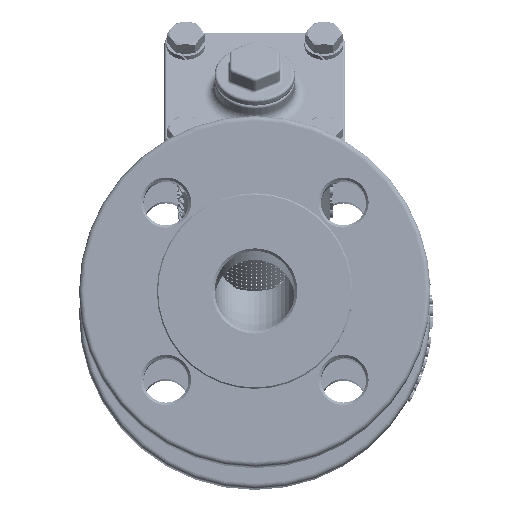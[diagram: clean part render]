
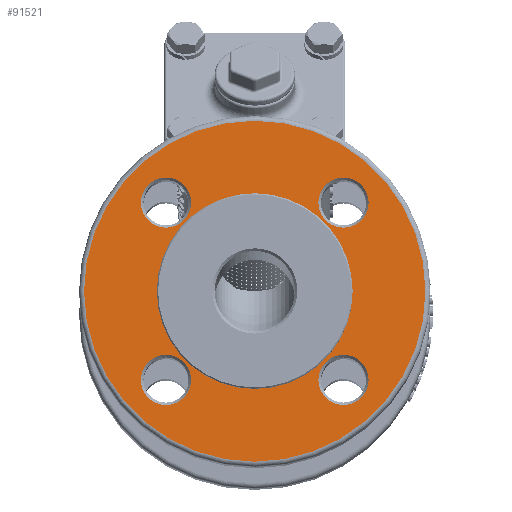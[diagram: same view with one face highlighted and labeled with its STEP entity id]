
A CAD part, top view. The second image highlights one B-rep face of the part: STEP entity #91521.
In plain terms, the highlighted planar face has unit normal (0, 0.052, 0.999).
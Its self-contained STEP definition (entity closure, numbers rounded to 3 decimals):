
#19631=FACE_BOUND('',#32208,.T.);
#19632=FACE_BOUND('',#32209,.T.);
#19633=FACE_BOUND('',#32210,.T.);
#19634=FACE_BOUND('',#32211,.T.);
#19635=FACE_BOUND('',#32212,.T.);
#23360=FACE_OUTER_BOUND('',#32207,.T.);
#32207=EDGE_LOOP('',(#83294));
#32208=EDGE_LOOP('',(#83295));
#32209=EDGE_LOOP('',(#83296));
#32210=EDGE_LOOP('',(#83297));
#32211=EDGE_LOOP('',(#83298));
#32212=EDGE_LOOP('',(#83299));
#32871=CIRCLE('',#92818,10.);
#32872=CIRCLE('',#92820,68.);
#32873=CIRCLE('',#92821,10.);
#32874=CIRCLE('',#92822,10.);
#32875=CIRCLE('',#92823,39.);
#32876=CIRCLE('',#92824,10.);
#44710=VERTEX_POINT('',#328129);
#44711=VERTEX_POINT('',#328132);
#44712=VERTEX_POINT('',#328134);
#44713=VERTEX_POINT('',#328136);
#44714=VERTEX_POINT('',#328138);
#44715=VERTEX_POINT('',#328140);
#57611=EDGE_CURVE('',#44710,#44710,#32871,.T.);
#57612=EDGE_CURVE('',#44711,#44711,#32872,.T.);
#57613=EDGE_CURVE('',#44712,#44712,#32873,.T.);
#57614=EDGE_CURVE('',#44713,#44713,#32874,.T.);
#57615=EDGE_CURVE('',#44714,#44714,#32875,.T.);
#57616=EDGE_CURVE('',#44715,#44715,#32876,.T.);
#83294=ORIENTED_EDGE('',*,*,#57612,.F.);
#83295=ORIENTED_EDGE('',*,*,#57613,.F.);
#83296=ORIENTED_EDGE('',*,*,#57614,.F.);
#83297=ORIENTED_EDGE('',*,*,#57615,.T.);
#83298=ORIENTED_EDGE('',*,*,#57616,.F.);
#83299=ORIENTED_EDGE('',*,*,#57611,.F.);
#84072=PLANE('',#92819);
#91521=ADVANCED_FACE('',(#23360,#19631,#19632,#19633,#19634,#19635),#84072,
 .T.);
#92818=AXIS2_PLACEMENT_3D('',#328130,#96566,#96567);
#92819=AXIS2_PLACEMENT_3D('',#328131,#96568,#96569);
#92820=AXIS2_PLACEMENT_3D('',#328133,#96570,#96571);
#92821=AXIS2_PLACEMENT_3D('',#328135,#96572,#96573);
#92822=AXIS2_PLACEMENT_3D('',#328137,#96574,#96575);
#92823=AXIS2_PLACEMENT_3D('',#328139,#96576,#96577);
#92824=AXIS2_PLACEMENT_3D('',#328141,#96578,#96579);
#96566=DIRECTION('center_axis',(0.,0.052,
0.999));
#96567=DIRECTION('ref_axis',(1.,0.,0.));
#96568=DIRECTION('center_axis',(0.,0.052,
0.999));
#96569=DIRECTION('ref_axis',(1.,0.,0.));
#96570=DIRECTION('center_axis',(0.,-0.052,
-0.999));
#96571=DIRECTION('ref_axis',(1.,0.,0.));
#96572=DIRECTION('center_axis',(0.,0.052,
0.999));
#96573=DIRECTION('ref_axis',(0.,0.999,-0.052));
#96574=DIRECTION('center_axis',(0.,0.052,
0.999));
#96575=DIRECTION('ref_axis',(0.,-0.999,0.052));
#96576=DIRECTION('center_axis',(0.,-0.052,
-0.999));
#96577=DIRECTION('ref_axis',(1.,0.,0.));
#96578=DIRECTION('center_axis',(0.,0.052,
0.999));
#96579=DIRECTION('ref_axis',(-1.,0.,0.));
#328129=CARTESIAN_POINT('',(-57.617,-41.587,90.448));
#328130=CARTESIAN_POINT('Origin',(-47.617,-41.587,90.448));
#328131=CARTESIAN_POINT('Origin',(-12.262,-6.279,88.625));
#328132=CARTESIAN_POINT('',(-80.262,-6.279,88.625));
#328133=CARTESIAN_POINT('Origin',(-12.262,-6.279,88.625));
#328134=CARTESIAN_POINT('',(23.093,-51.574,90.964));
#328135=CARTESIAN_POINT('Origin',(23.093,-41.587,90.448));
#328136=CARTESIAN_POINT('',(-47.617,39.016,86.286));
#328137=CARTESIAN_POINT('Origin',(-47.617,29.03,86.802));
#328138=CARTESIAN_POINT('',(-51.262,-6.279,88.625));
#328139=CARTESIAN_POINT('Origin',(-12.262,-6.279,88.625));
#328140=CARTESIAN_POINT('',(33.093,29.03,86.802));
#328141=CARTESIAN_POINT('Origin',(23.093,29.03,86.802));
